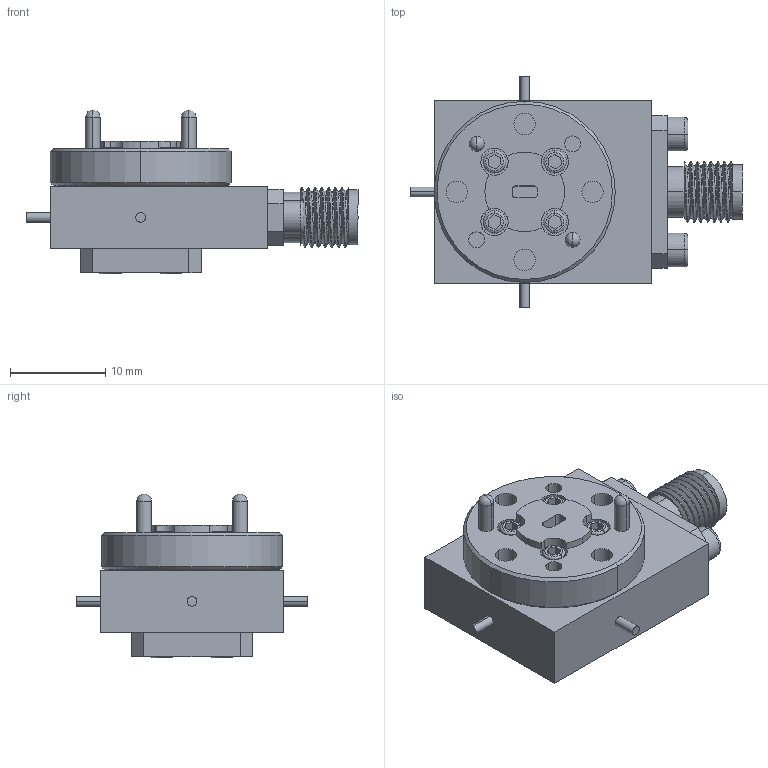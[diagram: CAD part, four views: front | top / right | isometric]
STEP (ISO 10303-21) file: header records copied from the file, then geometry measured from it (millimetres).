
FILE_DESCRIPTION (( 'STEP AP214' ), '1' );
FILE_NAME ('W-4X Outline Assembly.STEP', '2020-01-08T22:00:33', ( '' ), ( '' ), 'SwSTEP 2.0', 'SolidWorks 2019', '' );
FILE_SCHEMA (( 'AUTOMOTIVE_DESIGN' ));
Length unit declared in the file: millimetre
Products named in the file (11): 0-80_Socket-Head; K-Connector; W-4X Back Plate; WR10_Button-Flange; W-4X RF Block; Guide_Pin; Part2^W-4X Outline Assembly; Part1^W-4X Outline Assembly; W-4X Outline Assembly; Part3^W-4X Outline Assembly; 2-56 SOCKET HEAD SCREW HEAD_1
Assembly tree (19 placements, depth 2):
  W-4X Outline Assembly
    W-4X RF Block
    W-4X Back Plate
    K-Connector
    WR10_Button-Flange
    Guide_Pin  x2
    0-80_Socket-Head  x8
    2-56 SOCKET HEAD SCREW HEAD_1  x2
    Part1^W-4X Outline Assembly
    Part2^W-4X Outline Assembly
    Part3^W-4X Outline Assembly
Bounding box: 34.92 x 24.38 x 17.23 mm (x, y, z)
Volume: 4597.9 mm3; surface area: 4113.9 mm2
Topology: 19 solids, 19 shells, 361 faces, 850 edges, 552 vertices
Faces by surface type: plane 163, cylinder 159, torus 24, cone 8, bspline 7
Entity records: 8884 total; most frequent: CARTESIAN_POINT 2387, DIRECTION 1260, ORIENTED_EDGE 1120, EDGE_CURVE 560, AXIS2_PLACEMENT_3D 500, VERTEX_POINT 368, EDGE_LOOP 286, VECTOR 260
